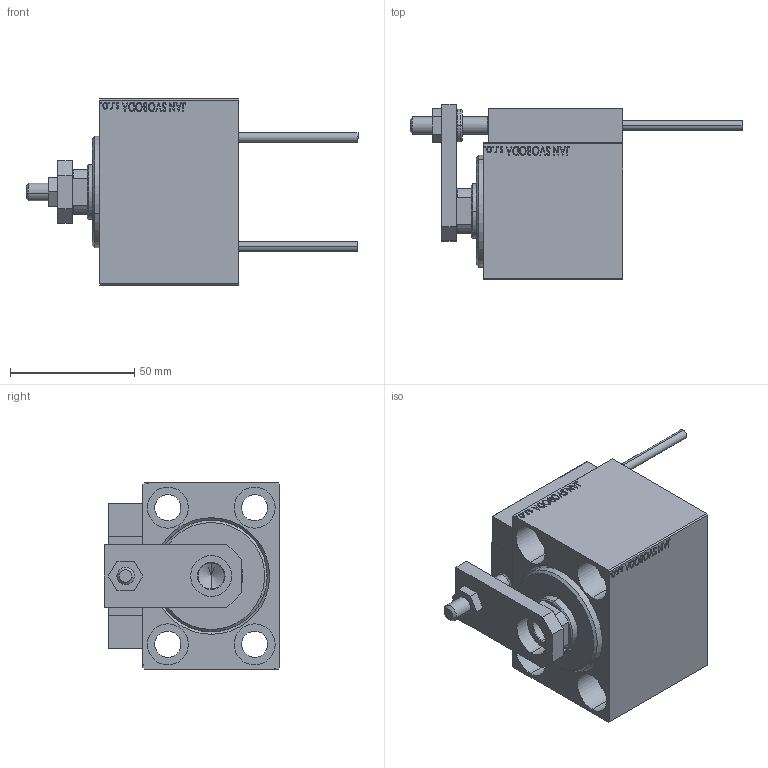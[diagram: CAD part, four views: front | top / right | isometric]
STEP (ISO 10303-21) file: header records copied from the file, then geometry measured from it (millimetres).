
FILE_DESCRIPTION (( 'STEP AP203' ), '1' );
FILE_NAME ('d661.STEP', '2021-11-02T00:50:45', ( '' ), ( '' ), 'SwSTEP 2.0', 'SolidWorks 2019', '' );
FILE_SCHEMA (( 'CONFIG_CONTROL_DESIGN' ));
Length unit declared in the file: millimetre
Products named in the file (15): NUT_D12 029954ad58e80fb22e413acf0fa15716; SWITCH_X_FRONT_BACK 029954ad58e80fb22e413acf0fa15716; SWITCH DIM B,W 029954ad58e80fb22e413acf0fa15716; Block 029954ad58e80fb22e413acf0fa15716; V450CM_C_VCP 029954ad58e80fb22e413acf0fa15716; SWITCH X 029954ad58e80fb22e413acf0fa15716; ALLEN BOLT D8 029954ad58e80fb22e413acf0fa15716; V450CM_C 029954ad58e80fb22e413acf0fa15716; MAGNET 029954ad58e80fb22e413acf0fa15716; d661; ALLEN BOLT D5 029954ad58e80fb22e413acf0fa15716; KONCOVKA 029954ad58e80fb22e413acf0fa15716; TYC_L79 029954ad58e80fb22e413acf0fa15716; V450CM_VC_B 029954ad58e80fb22e413acf0fa15716; ZARAZKA 029954ad58e80fb22e413acf0fa15716
Assembly tree (24 placements, depth 3):
  d661
    V450CM_C 029954ad58e80fb22e413acf0fa15716
    SWITCH X 029954ad58e80fb22e413acf0fa15716
      SWITCH_X_FRONT_BACK 029954ad58e80fb22e413acf0fa15716  x2
      TYC_L79 029954ad58e80fb22e413acf0fa15716
      Block 029954ad58e80fb22e413acf0fa15716  x2
      ALLEN BOLT D5 029954ad58e80fb22e413acf0fa15716  x4
      ALLEN BOLT D8 029954ad58e80fb22e413acf0fa15716  x4
      MAGNET 029954ad58e80fb22e413acf0fa15716  x2
      KONCOVKA 029954ad58e80fb22e413acf0fa15716  x2
    NUT_D12 029954ad58e80fb22e413acf0fa15716
    SWITCH DIM B,W 029954ad58e80fb22e413acf0fa15716
    ZARAZKA 029954ad58e80fb22e413acf0fa15716
    V450CM_C_VCP 029954ad58e80fb22e413acf0fa15716
    V450CM_VC_B 029954ad58e80fb22e413acf0fa15716
Bounding box: 133.7 x 70.5 x 75 mm (x, y, z)
Volume: 241750.6 mm3; surface area: 76184.3 mm2
Topology: 23 solids, 23 shells, 1284 faces, 3079 edges, 1968 vertices
Faces by surface type: plane 563, bspline 380, cylinder 187, cone 106, torus 44, sphere 4
Entity records: 50574 total; most frequent: CARTESIAN_POINT 26256, ORIENTED_EDGE 5178, DIRECTION 3461, EDGE_CURVE 2589, VERTEX_POINT 1692, VECTOR 1491, LINE 1491, EDGE_LOOP 1189
